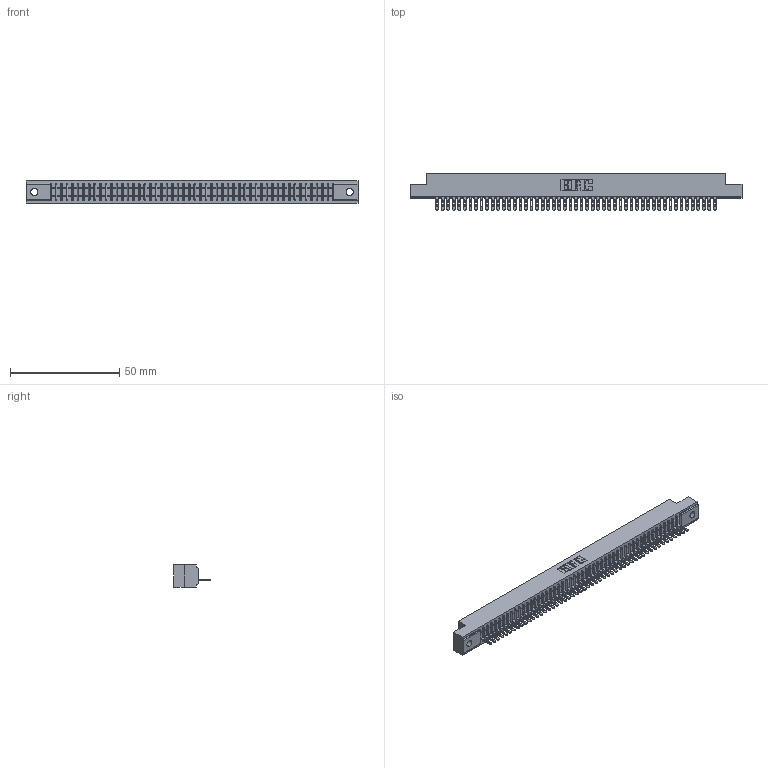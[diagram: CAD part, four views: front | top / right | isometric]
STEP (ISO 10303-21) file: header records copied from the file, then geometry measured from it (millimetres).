
FILE_DESCRIPTION (( 'STEP AP203' ), '1' );
FILE_NAME ('341-051-500-102.STEP', '2018-08-07T12:46:25', ( '' ), ( '' ), 'SwSTEP 2.0', 'SolidWorks 2016', '' );
FILE_SCHEMA (( 'CONFIG_CONTROL_DESIGN' ));
Length unit declared in the file: inch
Products named in the file (3): 341 Part_.128 (3.25) Dia Mounting Holes; 341-292-001_341-292-100; 341-051-500-102
Assembly tree (52 placements, depth 2):
  341-051-500-102
    341 Part_.128 (3.25) Dia Mounting Holes
    341-292-001_341-292-100  x51
Bounding box: 151.76 x 16.69 x 10.16 mm (x, y, z)
Volume: 10875.8 mm3; surface area: 17224.9 mm2
Topology: 52 solids, 52 shells, 4298 faces, 12403 edges, 7958 vertices
Faces by surface type: plane 2567, cylinder 1527, sphere 104, torus 100
Entity records: 58900 total; most frequent: CARTESIAN_POINT 10010, ORIENTED_EDGE 9998, DIRECTION 9659, EDGE_CURVE 4999, VECTOR 4045, LINE 4045, VERTEX_POINT 3158, AXIS2_PLACEMENT_3D 2807
